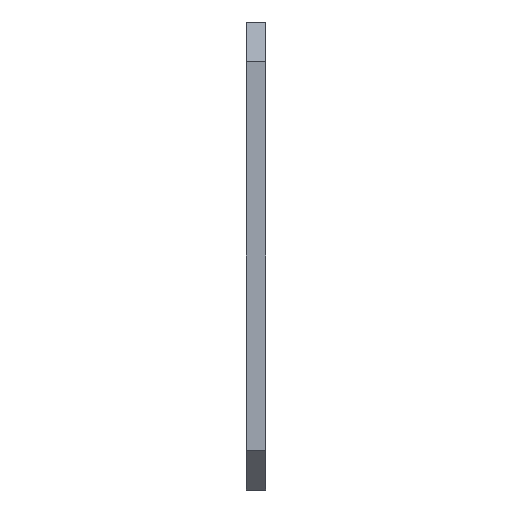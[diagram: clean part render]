
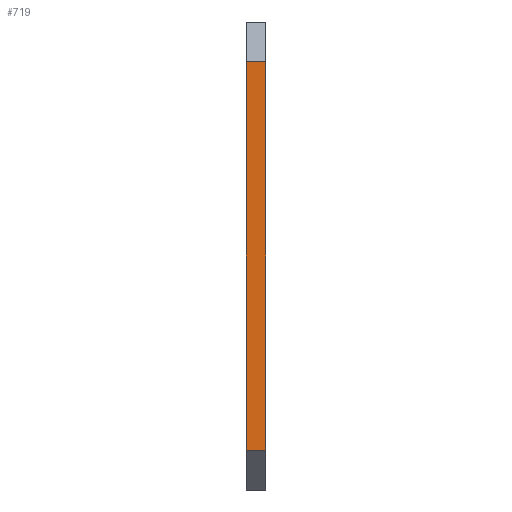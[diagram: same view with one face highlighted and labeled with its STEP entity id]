
A CAD part, front view. The second image highlights one B-rep face of the part: STEP entity #719.
In plain terms, the highlighted planar face has unit normal (0, -1, 0).
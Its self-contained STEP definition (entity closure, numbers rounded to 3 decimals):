
#13 = CARTESIAN_POINT ( 'NONE',  ( 0., -345.75, 7.5 ) ) ;
#39 = DIRECTION ( 'NONE',  ( 0., -1., 0. ) ) ;
#44 = VERTEX_POINT ( 'NONE', #837 ) ;
#47 = CARTESIAN_POINT ( 'NONE',  ( -1.5, -345.75, -25. ) ) ;
#78 = ORIENTED_EDGE ( 'NONE', *, *, #1382, .T. ) ;
#79 = CARTESIAN_POINT ( 'NONE',  ( -1.5, -345.75, 7.5 ) ) ;
#148 = CARTESIAN_POINT ( 'NONE',  ( -1.5, -345.75, 7.5 ) ) ;
#197 = LINE ( 'NONE', #79, #675 ) ;
#349 = VERTEX_POINT ( 'NONE', #1380 ) ;
#353 = CARTESIAN_POINT ( 'NONE',  ( 0., -345.75, 4.5 ) ) ;
#365 = VECTOR ( 'NONE', #990, 1000. ) ;
#408 = EDGE_CURVE ( 'NONE', #1131, #349, #1085, .T. ) ;
#436 = VECTOR ( 'NONE', #997, 1000. ) ;
#441 = DIRECTION ( 'NONE',  ( 0., 0., -1. ) ) ;
#508 = AXIS2_PLACEMENT_3D ( 'NONE', #148, #39, #957 ) ;
#598 = EDGE_CURVE ( 'NONE', #349, #1407, #197, .T. ) ;
#675 = VECTOR ( 'NONE', #1121, 1000. ) ;
#719 = ADVANCED_FACE ( 'NONE', ( #892 ), #1181, .T. ) ;
#775 = EDGE_LOOP ( 'NONE', ( #1462, #78, #923, #1107 ) ) ;
#834 = EDGE_CURVE ( 'NONE', #1131, #44, #1119, .T. ) ;
#837 = CARTESIAN_POINT ( 'NONE',  ( 0., -345.75, -25. ) ) ;
#881 = CARTESIAN_POINT ( 'NONE',  ( -1.5, -345.75, -25. ) ) ;
#892 = FACE_OUTER_BOUND ( 'NONE', #775, .T. ) ;
#923 = ORIENTED_EDGE ( 'NONE', *, *, #834, .F. ) ;
#957 = DIRECTION ( 'NONE',  ( 0., 0., -1. ) ) ;
#980 = CARTESIAN_POINT ( 'NONE',  ( -1.5, -345.75, 4.5 ) ) ;
#990 = DIRECTION ( 'NONE',  ( -1., 0., 0. ) ) ;
#997 = DIRECTION ( 'NONE',  ( 1., 0., 0. ) ) ;
#1085 = LINE ( 'NONE', #980, #365 ) ;
#1107 = ORIENTED_EDGE ( 'NONE', *, *, #408, .T. ) ;
#1119 = LINE ( 'NONE', #13, #1220 ) ;
#1121 = DIRECTION ( 'NONE',  ( 0., 0., -1. ) ) ;
#1131 = VERTEX_POINT ( 'NONE', #353 ) ;
#1181 = PLANE ( 'NONE',  #508 ) ;
#1220 = VECTOR ( 'NONE', #441, 1000. ) ;
#1312 = LINE ( 'NONE', #47, #436 ) ;
#1380 = CARTESIAN_POINT ( 'NONE',  ( -1.5, -345.75, 4.5 ) ) ;
#1382 = EDGE_CURVE ( 'NONE', #1407, #44, #1312, .T. ) ;
#1407 = VERTEX_POINT ( 'NONE', #881 ) ;
#1462 = ORIENTED_EDGE ( 'NONE', *, *, #598, .T. ) ;
